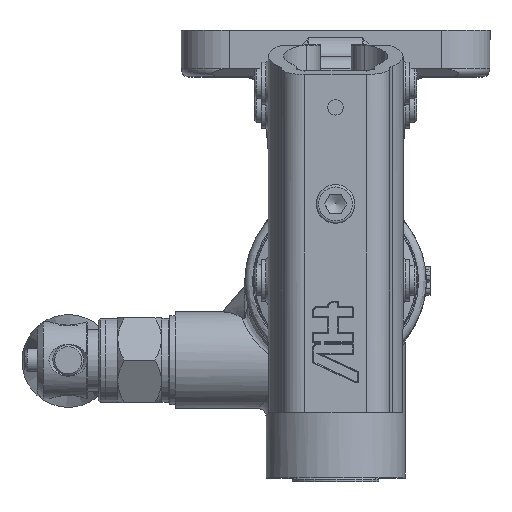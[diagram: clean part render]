
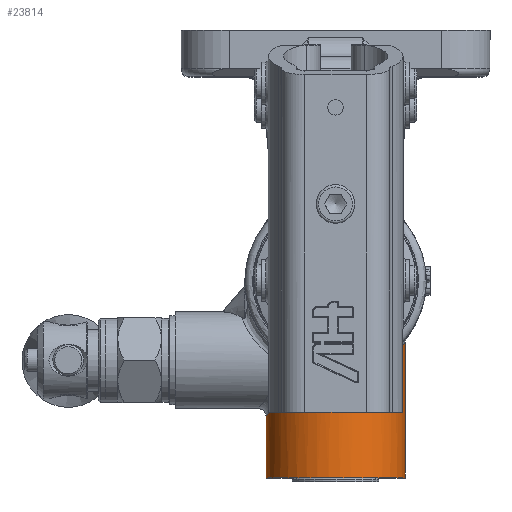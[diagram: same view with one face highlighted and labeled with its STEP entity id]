
A CAD part, top view. The second image highlights one B-rep face of the part: STEP entity #23814.
In plain terms, the highlighted cylindrical face has radius 18 mm (diameter 36 mm), a full revolution.
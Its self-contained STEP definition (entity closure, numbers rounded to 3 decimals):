
#23695=CARTESIAN_POINT('',(0.,-52.0,117.5));
#23696=DIRECTION('',(0.0,1.0,0.0));
#23697=DIRECTION('',(1.0,0.0,0.0));
#23698=AXIS2_PLACEMENT_3D('',#23695,#23696,#23697);
#23699=CYLINDRICAL_SURFACE('',#23698,18.0);
#23700=CARTESIAN_POINT('',(-18.,-51.,117.5));
#23701=VERTEX_POINT('',#23700);
#23702=CARTESIAN_POINT('',(0.,-51.,117.5));
#23703=DIRECTION('',(0.0,-1.0,0.0));
#23704=DIRECTION('',(1.0,0.0,0.0));
#23705=AXIS2_PLACEMENT_3D('',#23702,#23703,#23704);
#23706=CIRCLE('',#23705,18.0);
#23707=EDGE_CURVE('',#23701,#23701,#23706,.T.);
#23708=ORIENTED_EDGE('',*,*,#23707,.F.);
#23709=EDGE_LOOP('',(#23708));
#23710=FACE_OUTER_BOUND('',#23709,.T.);
#23711=CARTESIAN_POINT('',(-12.426,-21.439,130.523));
#23712=VERTEX_POINT('',#23711);
#23713=CARTESIAN_POINT('',(-6.839,-24.341,134.15));
#23714=VERTEX_POINT('',#23713);
#23715=CARTESIAN_POINT('',(-12.426,-21.439,130.523));
#23716=CARTESIAN_POINT('',(-10.851,-22.566,132.026));
#23717=CARTESIAN_POINT('',(-8.974,-23.601,133.273));
#23718=CARTESIAN_POINT('',(-6.839,-24.341,134.15));
#23719=B_SPLINE_CURVE_WITH_KNOTS('',3,(#23715,#23716,#23717,#23718),.UNSPECIFIED.,.F.,.U.,(4,4),(8.316,9.111),.UNSPECIFIED.);
#23720=EDGE_CURVE('',#23712,#23714,#23719,.T.);
#23721=ORIENTED_EDGE('',*,*,#23720,.F.);
#23722=CARTESIAN_POINT('',(-12.426,-21.439,104.477));
#23723=VERTEX_POINT('',#23722);
#23724=CARTESIAN_POINT('',(-12.426,-21.439,104.477));
#23725=CARTESIAN_POINT('',(-12.468,-22.128,104.518));
#23726=CARTESIAN_POINT('',(-12.559,-22.811,104.603));
#23727=CARTESIAN_POINT('',(-12.685,-23.468,104.728));
#23728=CARTESIAN_POINT('',(-12.956,-24.883,104.996));
#23729=CARTESIAN_POINT('',(-13.396,-26.227,105.453));
#23730=CARTESIAN_POINT('',(-13.885,-27.439,106.046));
#23731=CARTESIAN_POINT('',(-13.968,-27.644,106.146));
#23732=CARTESIAN_POINT('',(-14.052,-27.845,106.25));
#23733=CARTESIAN_POINT('',(-14.137,-28.042,106.358));
#23734=CARTESIAN_POINT('',(-14.789,-29.557,107.186));
#23735=CARTESIAN_POINT('',(-15.518,-30.899,108.264));
#23736=CARTESIAN_POINT('',(-16.146,-31.986,109.54));
#23737=CARTESIAN_POINT('',(-16.181,-32.045,109.609));
#23738=CARTESIAN_POINT('',(-16.214,-32.103,109.679));
#23739=CARTESIAN_POINT('',(-16.248,-32.161,109.75));
#23740=CARTESIAN_POINT('',(-16.912,-33.301,111.147));
#23741=CARTESIAN_POINT('',(-17.471,-34.18,112.8));
#23742=CARTESIAN_POINT('',(-17.764,-34.636,114.599));
#23743=CARTESIAN_POINT('',(-17.918,-34.874,115.542));
#23744=CARTESIAN_POINT('',(-17.998,-34.997,116.527));
#23745=CARTESIAN_POINT('',(-17.999,-34.998,117.5));
#23746=CARTESIAN_POINT('',(-18.,-34.999,117.826));
#23747=CARTESIAN_POINT('',(-17.992,-34.985,118.153));
#23748=CARTESIAN_POINT('',(-17.974,-34.959,118.479));
#23749=CARTESIAN_POINT('',(-17.944,-34.912,119.047));
#23750=CARTESIAN_POINT('',(-17.886,-34.822,119.612));
#23751=CARTESIAN_POINT('',(-17.803,-34.695,120.162));
#23752=CARTESIAN_POINT('',(-17.791,-34.676,120.241));
#23753=CARTESIAN_POINT('',(-17.779,-34.657,120.32));
#23754=CARTESIAN_POINT('',(-17.766,-34.637,120.399));
#23755=CARTESIAN_POINT('',(-17.531,-34.274,121.829));
#23756=CARTESIAN_POINT('',(-17.121,-33.634,123.192));
#23757=CARTESIAN_POINT('',(-16.631,-32.815,124.383));
#23758=CARTESIAN_POINT('',(-16.478,-32.559,124.754));
#23759=CARTESIAN_POINT('',(-16.316,-32.284,125.113));
#23760=CARTESIAN_POINT('',(-16.146,-31.99,125.457));
#23761=CARTESIAN_POINT('',(-15.6,-31.043,126.569));
#23762=CARTESIAN_POINT('',(-14.98,-29.907,127.524));
#23763=CARTESIAN_POINT('',(-14.402,-28.642,128.295));
#23764=CARTESIAN_POINT('',(-14.225,-28.256,128.53));
#23765=CARTESIAN_POINT('',(-14.052,-27.855,128.75));
#23766=CARTESIAN_POINT('',(-13.883,-27.44,128.954));
#23767=CARTESIAN_POINT('',(-13.525,-26.554,129.389));
#23768=CARTESIAN_POINT('',(-13.193,-25.604,129.75));
#23769=CARTESIAN_POINT('',(-12.937,-24.606,130.016));
#23770=CARTESIAN_POINT('',(-12.679,-23.603,130.282));
#23771=CARTESIAN_POINT('',(-12.493,-22.525,130.459));
#23772=CARTESIAN_POINT('',(-12.426,-21.439,130.523));
#23773=B_SPLINE_CURVE_WITH_KNOTS('',3,(#23724,#23725,#23726,#23727,#23728,#23729,#23730,#23731,#23732,#23733,#23734,#23735,#23736,#23737,#23738,#23739,#23740,#23741,#23742,#23743,#23744,#23745,#23746,#23747,#23748,#23749,#23750,#23751,#23752,#23753,#23754,#23755,#23756,#23757,#23758,#23759,#23760,#23761,#23762,#23763,#23764,#23765,#23766,#23767,#23768,#23769,#23770,#23771,#23772),.UNSPECIFIED.,.F.,.U.,(4,3,3,3,3,3,3,3,3,3,3,3,3,3,3,3,4),(-11.735,-11.529,-11.086,-11.011,-10.437,-10.405,-9.787,-9.462,-9.354,-9.164,-9.137,-8.642,-8.488,-7.991,-7.839,-7.515,-7.19),.UNSPECIFIED.);
#23774=EDGE_CURVE('',#23723,#23712,#23773,.T.);
#23775=ORIENTED_EDGE('',*,*,#23774,.F.);
#23776=CARTESIAN_POINT('',(6.839,-24.341,134.15));
#23777=VERTEX_POINT('',#23776);
#23778=CARTESIAN_POINT('',(6.839,-24.341,134.15));
#23779=CARTESIAN_POINT('',(8.967,-23.603,133.276));
#23780=CARTESIAN_POINT('',(11.46,-22.228,131.619));
#23781=CARTESIAN_POINT('',(14.392,-19.937,128.475));
#23782=CARTESIAN_POINT('',(15.966,-18.365,126.035));
#23783=CARTESIAN_POINT('',(16.877,-17.285,123.816));
#23784=CARTESIAN_POINT('',(17.337,-16.711,122.386));
#23785=CARTESIAN_POINT('',(17.781,-16.13,120.64));
#23786=CARTESIAN_POINT('',(18.09,-15.691,117.956));
#23787=CARTESIAN_POINT('',(17.882,-15.989,114.752));
#23788=CARTESIAN_POINT('',(17.213,-16.888,112.02));
#23789=CARTESIAN_POINT('',(16.468,-17.771,110.18));
#23790=CARTESIAN_POINT('',(15.154,-19.209,107.567));
#23791=CARTESIAN_POINT('',(12.985,-21.217,104.699));
#23792=CARTESIAN_POINT('',(9.948,-23.051,102.399));
#23793=CARTESIAN_POINT('',(7.293,-24.22,100.989));
#23794=CARTESIAN_POINT('',(4.398,-25.167,99.879));
#23795=CARTESIAN_POINT('',(0.015,-25.689,99.285));
#23796=CARTESIAN_POINT('',(-3.964,-25.22,99.819));
#23797=CARTESIAN_POINT('',(-8.366,-23.935,101.323));
#23798=CARTESIAN_POINT('',(-10.863,-22.557,102.986));
#23799=CARTESIAN_POINT('',(-12.426,-21.439,104.477));
#23800=B_SPLINE_CURVE_WITH_KNOTS('',3,(#23778,#23779,#23780,#23781,#23782,#23783,#23784,#23785,#23786,#23787,#23788,#23789,#23790,#23791,#23792,#23793,#23794,#23795,#23796,#23797,#23798,#23799),.UNSPECIFIED.,.F.,.U.,(4,1,1,1,1,1,1,1,1,1,1,1,1,1,1,1,1,1,1,4),(10.682,11.475,11.739,12.267,12.531,12.597,12.795,13.147,13.499,13.851,14.116,14.204,14.908,15.436,15.568,15.964,16.492,17.02,17.285,18.077),.UNSPECIFIED.);
#23801=EDGE_CURVE('',#23777,#23723,#23800,.T.);
#23802=ORIENTED_EDGE('',*,*,#23801,.F.);
#23803=CARTESIAN_POINT('',(-6.839,-24.341,134.15));
#23804=CARTESIAN_POINT('',(-5.643,-24.756,134.642));
#23805=CARTESIAN_POINT('',(-3.028,-25.182,135.393));
#23806=CARTESIAN_POINT('',(1.695,-25.263,135.661));
#23807=CARTESIAN_POINT('',(5.044,-24.964,134.887));
#23808=CARTESIAN_POINT('',(6.839,-24.341,134.15));
#23809=B_SPLINE_CURVE_WITH_KNOTS('',3,(#23803,#23804,#23805,#23806,#23807,#23808),.UNSPECIFIED.,.F.,.U.,(4,1,1,4),(-1.571,-1.122,-0.673,0.),.UNSPECIFIED.);
#23810=EDGE_CURVE('',#23714,#23777,#23809,.T.);
#23811=ORIENTED_EDGE('',*,*,#23810,.F.);
#23812=EDGE_LOOP('',(#23721,#23775,#23802,#23811));
#23813=FACE_BOUND('',#23812,.T.);
#23814=ADVANCED_FACE('',(#23710,#23813),#23699,.T.);
